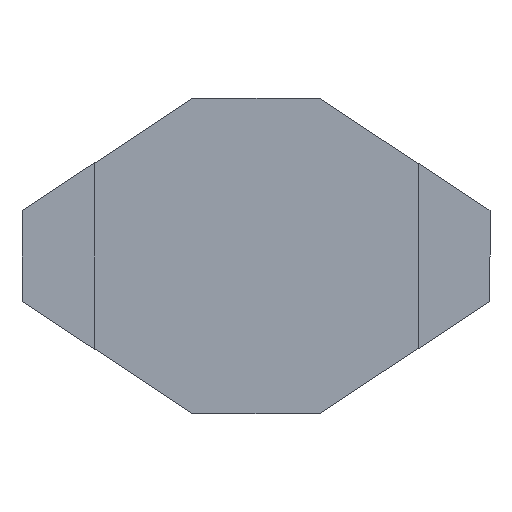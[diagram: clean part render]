
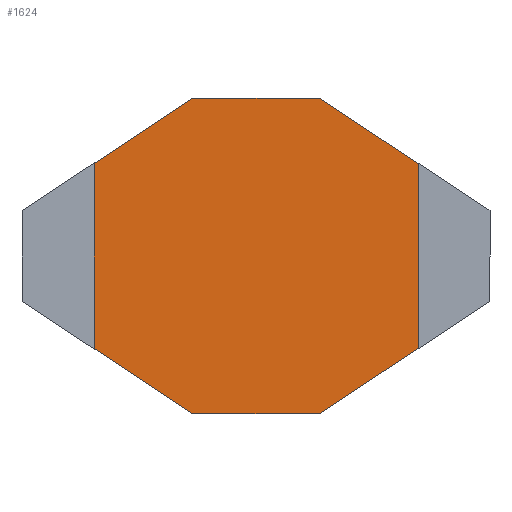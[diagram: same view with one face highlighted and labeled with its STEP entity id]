
A CAD part, front view. The second image highlights one B-rep face of the part: STEP entity #1624.
In plain terms, the highlighted planar face has unit normal (0, -1, 0).
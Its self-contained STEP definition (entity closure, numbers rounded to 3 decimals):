
#26 = LINE ( 'NONE', #1955, #375 ) ;
#35 = LINE ( 'NONE', #795, #2241 ) ;
#36 = ORIENTED_EDGE ( 'NONE', *, *, #825, .F. ) ;
#43 = VERTEX_POINT ( 'NONE', #783 ) ;
#79 = DIRECTION ( 'NONE',  ( 0., 1., 0. ) ) ;
#111 = DIRECTION ( 'NONE',  ( 0., 0., 1. ) ) ;
#136 = EDGE_LOOP ( 'NONE', ( #1095, #36, #1865, #253, #299, #222, #583, #786 ) ) ;
#174 = AXIS2_PLACEMENT_3D ( 'NONE', #791, #79, #1195 ) ;
#177 = CARTESIAN_POINT ( 'NONE',  ( -2.28, 0., 1.304 ) ) ;
#207 = LINE ( 'NONE', #177, #718 ) ;
#222 = ORIENTED_EDGE ( 'NONE', *, *, #953, .F. ) ;
#253 = ORIENTED_EDGE ( 'NONE', *, *, #1017, .F. ) ;
#295 = EDGE_CURVE ( 'NONE', #1631, #1918, #26, .T. ) ;
#299 = ORIENTED_EDGE ( 'NONE', *, *, #1694, .F. ) ;
#358 = DIRECTION ( 'NONE',  ( -0.834, 0., 0.552 ) ) ;
#375 = VECTOR ( 'NONE', #1254, 1000. ) ;
#397 = DIRECTION ( 'NONE',  ( 0.834, 0., 0.552 ) ) ;
#449 = VECTOR ( 'NONE', #1970, 1000. ) ;
#583 = ORIENTED_EDGE ( 'NONE', *, *, #295, .F. ) ;
#585 = VECTOR ( 'NONE', #111, 1000. ) ;
#614 = VERTEX_POINT ( 'NONE', #824 ) ;
#623 = FACE_OUTER_BOUND ( 'NONE', #136, .T. ) ;
#658 = LINE ( 'NONE', #1392, #585 ) ;
#670 = CARTESIAN_POINT ( 'NONE',  ( -2.28, 0., -1.304 ) ) ;
#718 = VECTOR ( 'NONE', #397, 1000. ) ;
#719 = VERTEX_POINT ( 'NONE', #1212 ) ;
#737 = CARTESIAN_POINT ( 'NONE',  ( -0.89, 0., -2.225 ) ) ;
#783 = CARTESIAN_POINT ( 'NONE',  ( 0.89, 0., 2.225 ) ) ;
#786 = ORIENTED_EDGE ( 'NONE', *, *, #1847, .F. ) ;
#791 = CARTESIAN_POINT ( 'NONE',  ( 3.29, 0., 2.225 ) ) ;
#795 = CARTESIAN_POINT ( 'NONE',  ( 2.287, 0., 2.225 ) ) ;
#824 = CARTESIAN_POINT ( 'NONE',  ( -0.89, 0., 2.225 ) ) ;
#825 = EDGE_CURVE ( 'NONE', #43, #1163, #1988, .T. ) ;
#839 = EDGE_CURVE ( 'NONE', #614, #43, #1444, .T. ) ;
#953 = EDGE_CURVE ( 'NONE', #1918, #1761, #2249, .T. ) ;
#1017 = EDGE_CURVE ( 'NONE', #719, #614, #207, .T. ) ;
#1060 = LINE ( 'NONE', #1466, #1433 ) ;
#1085 = DIRECTION ( 'NONE',  ( -0.834, 0., -0.552 ) ) ;
#1095 = ORIENTED_EDGE ( 'NONE', *, *, #1494, .F. ) ;
#1163 = VERTEX_POINT ( 'NONE', #1367 ) ;
#1183 = VECTOR ( 'NONE', #1807, 1000. ) ;
#1195 = DIRECTION ( 'NONE',  ( 0., 0., 1. ) ) ;
#1212 = CARTESIAN_POINT ( 'NONE',  ( -2.28, 0., 1.304 ) ) ;
#1254 = DIRECTION ( 'NONE',  ( -1., 0., 0. ) ) ;
#1295 = VERTEX_POINT ( 'NONE', #1591 ) ;
#1367 = CARTESIAN_POINT ( 'NONE',  ( 2.287, 0., 1.299 ) ) ;
#1381 = CARTESIAN_POINT ( 'NONE',  ( 0.89, 0., -2.225 ) ) ;
#1392 = CARTESIAN_POINT ( 'NONE',  ( -2.28, 0., 2.225 ) ) ;
#1433 = VECTOR ( 'NONE', #1085, 1000. ) ;
#1444 = LINE ( 'NONE', #1455, #449 ) ;
#1455 = CARTESIAN_POINT ( 'NONE',  ( 3.29, 0., 2.225 ) ) ;
#1466 = CARTESIAN_POINT ( 'NONE',  ( 2.287, 0., -1.299 ) ) ;
#1494 = EDGE_CURVE ( 'NONE', #1163, #1295, #35, .T. ) ;
#1559 = VECTOR ( 'NONE', #358, 1000. ) ;
#1591 = CARTESIAN_POINT ( 'NONE',  ( 2.287, 0., -1.299 ) ) ;
#1624 = ADVANCED_FACE ( 'NONE', ( #623 ), #1707, .F. ) ;
#1631 = VERTEX_POINT ( 'NONE', #1381 ) ;
#1694 = EDGE_CURVE ( 'NONE', #1761, #719, #658, .T. ) ;
#1707 = PLANE ( 'NONE',  #174 ) ;
#1761 = VERTEX_POINT ( 'NONE', #670 ) ;
#1797 = CARTESIAN_POINT ( 'NONE',  ( 0.89, 0., 2.225 ) ) ;
#1807 = DIRECTION ( 'NONE',  ( 0.834, 0., -0.552 ) ) ;
#1847 = EDGE_CURVE ( 'NONE', #1295, #1631, #1060, .T. ) ;
#1865 = ORIENTED_EDGE ( 'NONE', *, *, #839, .F. ) ;
#1896 = DIRECTION ( 'NONE',  ( 0., 0., -1. ) ) ;
#1918 = VERTEX_POINT ( 'NONE', #737 ) ;
#1955 = CARTESIAN_POINT ( 'NONE',  ( 3.29, 0., -2.225 ) ) ;
#1970 = DIRECTION ( 'NONE',  ( 1., 0., 0. ) ) ;
#1988 = LINE ( 'NONE', #1797, #1183 ) ;
#2211 = CARTESIAN_POINT ( 'NONE',  ( -0.89, 0., -2.225 ) ) ;
#2241 = VECTOR ( 'NONE', #1896, 1000. ) ;
#2249 = LINE ( 'NONE', #2211, #1559 ) ;
